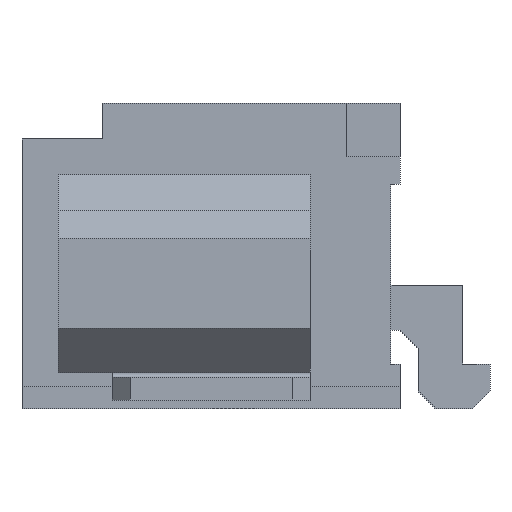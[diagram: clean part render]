
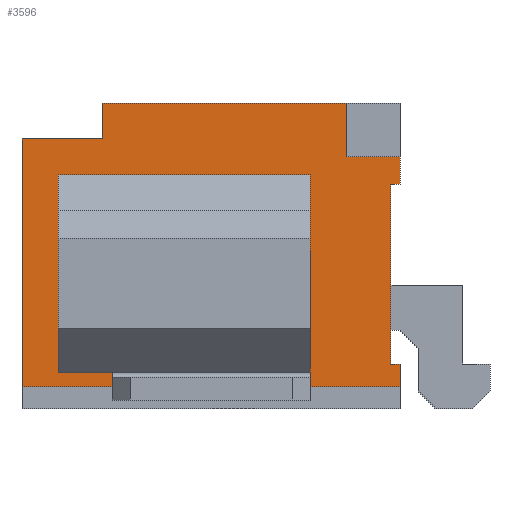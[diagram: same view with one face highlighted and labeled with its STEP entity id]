
A CAD part, left-side view. The second image highlights one B-rep face of the part: STEP entity #3596.
In plain terms, the highlighted planar face has unit normal (-1, 0, 0).
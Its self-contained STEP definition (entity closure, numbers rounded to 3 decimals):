
#69=DIRECTION('',(0.,0.,1.));
#70=VECTOR('',#69,0.25);
#71=CARTESIAN_POINT('',(-3.375,-2.1,-1.45));
#72=LINE('',#71,#70);
#141=DIRECTION('',(0.,0.,1.));
#142=VECTOR('',#141,0.3);
#143=CARTESIAN_POINT('',(-3.375,-2.1,0.8));
#144=LINE('',#143,#142);
#145=DIRECTION('',(0.,0.,1.));
#146=VECTOR('',#145,2.2);
#147=CARTESIAN_POINT('',(-3.375,-1.1,-1.3));
#148=LINE('',#147,#146);
#149=DIRECTION('',(0.,-1.,0.));
#150=VECTOR('',#149,2.8);
#151=CARTESIAN_POINT('',(-3.375,1.7,0.9));
#152=LINE('',#151,#150);
#153=DIRECTION('',(0.,0.,1.));
#154=VECTOR('',#153,2.2);
#155=CARTESIAN_POINT('',(-3.375,1.7,-1.3));
#156=LINE('',#155,#154);
#157=DIRECTION('',(0.,-1.,0.));
#158=VECTOR('',#157,2.8);
#159=CARTESIAN_POINT('',(-3.375,1.7,-1.3));
#160=LINE('',#159,#158);
#161=DIRECTION('',(0.,1.,0.));
#162=VECTOR('',#161,0.6);
#163=CARTESIAN_POINT('',(-3.375,-2.1,1.1));
#164=LINE('',#163,#162);
#165=DIRECTION('',(0.,1.,0.));
#166=VECTOR('',#165,0.1);
#167=CARTESIAN_POINT('',(-3.375,-2.1,0.8));
#168=LINE('',#167,#166);
#169=DIRECTION('',(0.,0.,1.));
#170=VECTOR('',#169,2.);
#171=CARTESIAN_POINT('',(-3.375,-2.,-1.2));
#172=LINE('',#171,#170);
#173=DIRECTION('',(0.,1.,0.));
#174=VECTOR('',#173,0.1);
#175=CARTESIAN_POINT('',(-3.375,-2.1,-1.2));
#176=LINE('',#175,#174);
#177=DIRECTION('',(0.,-1.,0.));
#178=VECTOR('',#177,4.2);
#179=CARTESIAN_POINT('',(-3.375,2.1,-1.45));
#180=LINE('',#179,#178);
#181=DIRECTION('',(0.,0.,1.));
#182=VECTOR('',#181,2.75);
#183=CARTESIAN_POINT('',(-3.375,2.1,-1.45));
#184=LINE('',#183,#182);
#185=DIRECTION('',(0.,-1.,0.));
#186=VECTOR('',#185,0.9);
#187=CARTESIAN_POINT('',(-3.375,2.1,1.3));
#188=LINE('',#187,#186);
#189=DIRECTION('',(0.,0.,-1.));
#190=VECTOR('',#189,0.4);
#191=CARTESIAN_POINT('',(-3.375,1.2,1.7));
#192=LINE('',#191,#190);
#193=DIRECTION('',(0.,0.,-1.));
#194=VECTOR('',#193,0.6);
#195=CARTESIAN_POINT('',(-3.375,-1.5,1.7));
#196=LINE('',#195,#194);
#950=DIRECTION('',(0.,-1.,0.));
#951=VECTOR('',#950,2.7);
#952=CARTESIAN_POINT('',(-3.375,1.2,1.7));
#953=LINE('',#952,#951);
#2611=CARTESIAN_POINT('',(-3.375,1.2,1.7));
#2613=VERTEX_POINT('',#2611);
#2623=CARTESIAN_POINT('',(-3.375,2.1,1.3));
#2624=CARTESIAN_POINT('',(-3.375,1.2,1.3));
#2625=VERTEX_POINT('',#2623);
#2626=VERTEX_POINT('',#2624);
#2675=CARTESIAN_POINT('',(-3.375,-1.1,-1.3));
#2676=CARTESIAN_POINT('',(-3.375,-1.1,0.9));
#2677=VERTEX_POINT('',#2675);
#2678=VERTEX_POINT('',#2676);
#2679=CARTESIAN_POINT('',(-3.375,1.7,0.9));
#2680=VERTEX_POINT('',#2679);
#2681=CARTESIAN_POINT('',(-3.375,1.7,-1.3));
#2682=VERTEX_POINT('',#2681);
#2909=CARTESIAN_POINT('',(-3.375,-2.1,-1.2));
#2910=CARTESIAN_POINT('',(-3.375,-2.,-1.2));
#2911=VERTEX_POINT('',#2909);
#2912=VERTEX_POINT('',#2910);
#2913=CARTESIAN_POINT('',(-3.375,-2.,0.8));
#2914=VERTEX_POINT('',#2913);
#2915=CARTESIAN_POINT('',(-3.375,-2.1,0.8));
#2916=VERTEX_POINT('',#2915);
#2999=CARTESIAN_POINT('',(-3.375,-1.5,1.7));
#3000=VERTEX_POINT('',#2999);
#3001=CARTESIAN_POINT('',(-3.375,-2.1,1.1));
#3002=CARTESIAN_POINT('',(-3.375,-1.5,1.1));
#3003=VERTEX_POINT('',#3001);
#3004=VERTEX_POINT('',#3002);
#3289=CARTESIAN_POINT('',(-3.375,2.1,-1.45));
#3290=CARTESIAN_POINT('',(-3.375,-2.1,-1.45));
#3291=VERTEX_POINT('',#3289);
#3292=VERTEX_POINT('',#3290);
#3558=CARTESIAN_POINT('',(-3.375,2.1,-1.7));
#3559=DIRECTION('',(-1.,0.,0.));
#3560=DIRECTION('',(0.,-1.,0.));
#3561=AXIS2_PLACEMENT_3D('',#3558,#3559,#3560);
#3562=PLANE('',#3561);
#3564=ORIENTED_EDGE('',*,*,#3563,.F.);
#3565=ORIENTED_EDGE('',*,*,#3538,.F.);
#3567=ORIENTED_EDGE('',*,*,#3566,.T.);
#3569=ORIENTED_EDGE('',*,*,#3568,.F.);
#3570=ORIENTED_EDGE('',*,*,#3548,.F.);
#3571=ORIENTED_EDGE('',*,*,#3482,.F.);
#3573=ORIENTED_EDGE('',*,*,#3572,.F.);
#3575=ORIENTED_EDGE('',*,*,#3574,.T.);
#3577=ORIENTED_EDGE('',*,*,#3576,.T.);
#3579=ORIENTED_EDGE('',*,*,#3578,.F.);
#3581=ORIENTED_EDGE('',*,*,#3580,.T.);
#3583=ORIENTED_EDGE('',*,*,#3582,.T.);
#3584=EDGE_LOOP('',(#3564,#3565,#3567,#3569,#3570,#3571,#3573,#3575,#3577,#3579,
#3581,#3583));
#3585=FACE_OUTER_BOUND('',#3584,.F.);
#3587=ORIENTED_EDGE('',*,*,#3586,.T.);
#3589=ORIENTED_EDGE('',*,*,#3588,.F.);
#3591=ORIENTED_EDGE('',*,*,#3590,.F.);
#3593=ORIENTED_EDGE('',*,*,#3592,.T.);
#3594=EDGE_LOOP('',(#3587,#3589,#3591,#3593));
#3595=FACE_BOUND('',#3594,.F.);
#3596=ADVANCED_FACE('',(#3585,#3595),#3562,.T.);
#3482=EDGE_CURVE('',#3292,#2911,#72,.T.);
#3538=EDGE_CURVE('',#2916,#3003,#144,.T.);
#3548=EDGE_CURVE('',#2911,#2912,#176,.T.);
#3563=EDGE_CURVE('',#3003,#3004,#164,.T.);
#3566=EDGE_CURVE('',#2916,#2914,#168,.T.);
#3568=EDGE_CURVE('',#2912,#2914,#172,.T.);
#3572=EDGE_CURVE('',#3291,#3292,#180,.T.);
#3574=EDGE_CURVE('',#3291,#2625,#184,.T.);
#3576=EDGE_CURVE('',#2625,#2626,#188,.T.);
#3578=EDGE_CURVE('',#2613,#2626,#192,.T.);
#3580=EDGE_CURVE('',#2613,#3000,#953,.T.);
#3582=EDGE_CURVE('',#3000,#3004,#196,.T.);
#3586=EDGE_CURVE('',#2677,#2678,#148,.T.);
#3588=EDGE_CURVE('',#2680,#2678,#152,.T.);
#3590=EDGE_CURVE('',#2682,#2680,#156,.T.);
#3592=EDGE_CURVE('',#2682,#2677,#160,.T.);
